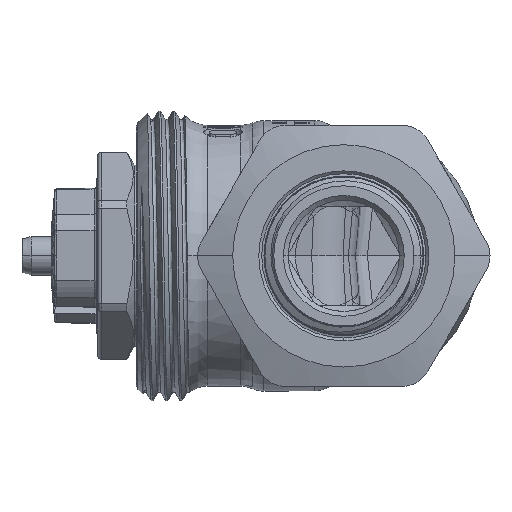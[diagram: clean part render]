
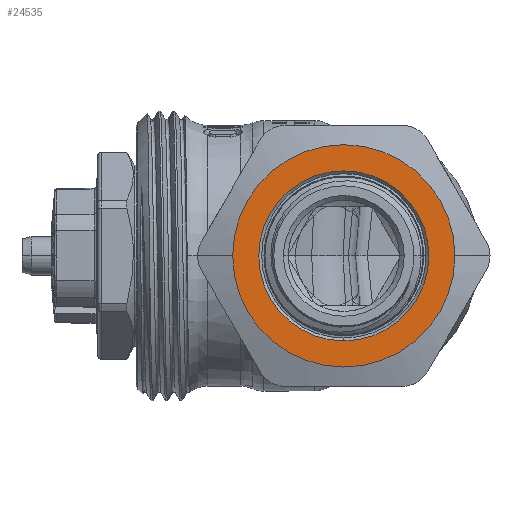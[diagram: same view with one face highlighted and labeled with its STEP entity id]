
A CAD part, left-side view. The second image highlights one B-rep face of the part: STEP entity #24535.
In plain terms, the highlighted planar face has unit normal (-1, 0, 0).
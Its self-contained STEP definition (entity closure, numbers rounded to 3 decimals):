
#3076=CARTESIAN_POINT('',(-32.25,0.,0.));
#3077=DIRECTION('',(-1.,0.,0.));
#3078=DIRECTION('',(0.,0.,1.));
#3079=AXIS2_PLACEMENT_3D('',#3076,#3077,#3078);
#3086=CARTESIAN_POINT('',(-32.25,0.,0.));
#3087=DIRECTION('',(-1.,0.,0.));
#3088=DIRECTION('',(0.,1.,0.));
#3089=AXIS2_PLACEMENT_3D('',#3086,#3087,#3088);
#3091=CARTESIAN_POINT('',(-32.25,0.,0.));
#3092=DIRECTION('',(-1.,0.,0.));
#3093=DIRECTION('',(0.,-1.,0.));
#3094=AXIS2_PLACEMENT_3D('',#3091,#3092,#3093);
#18739=CARTESIAN_POINT('',(-32.25,0.,0.));
#18740=DIRECTION('',(-1.,0.,0.));
#18741=DIRECTION('',(0.,0.,-1.));
#18742=AXIS2_PLACEMENT_3D('',#18739,#18740,#18741);
#20788=CARTESIAN_POINT('',(-32.25,11.5,0.));
#20789=CARTESIAN_POINT('',(-32.25,-11.5,0.));
#20790=VERTEX_POINT('',#20788);
#20791=VERTEX_POINT('',#20789);
#20814=CARTESIAN_POINT('',(-32.25,0.,8.8));
#20815=CARTESIAN_POINT('',(-32.25,0.,-8.8));
#20816=VERTEX_POINT('',#20814);
#20817=VERTEX_POINT('',#20815);
#24519=CARTESIAN_POINT('',(-32.25,0.,0.));
#24520=DIRECTION('',(-1.,0.,0.));
#24521=DIRECTION('',(0.,1.,0.));
#24522=AXIS2_PLACEMENT_3D('',#24519,#24520,#24521);
#24523=PLANE('',#24522);
#24525=ORIENTED_EDGE('',*,*,#24524,.F.);
#24527=ORIENTED_EDGE('',*,*,#24526,.F.);
#24528=EDGE_LOOP('',(#24525,#24527));
#24529=FACE_OUTER_BOUND('',#24528,.F.);
#24531=ORIENTED_EDGE('',*,*,#24530,.T.);
#24532=ORIENTED_EDGE('',*,*,#24509,.T.);
#24533=EDGE_LOOP('',(#24531,#24532));
#24534=FACE_BOUND('',#24533,.F.);
#24535=ADVANCED_FACE('',(#24529,#24534),#24523,.T.);
#3080=CIRCLE('',#3079,8.8);
#3090=CIRCLE('',#3089,11.5);
#3095=CIRCLE('',#3094,11.5);
#18743=CIRCLE('',#18742,8.8);
#24509=EDGE_CURVE('',#20816,#20817,#3080,.T.);
#24524=EDGE_CURVE('',#20790,#20791,#3090,.T.);
#24526=EDGE_CURVE('',#20791,#20790,#3095,.T.);
#24530=EDGE_CURVE('',#20817,#20816,#18743,.T.);
